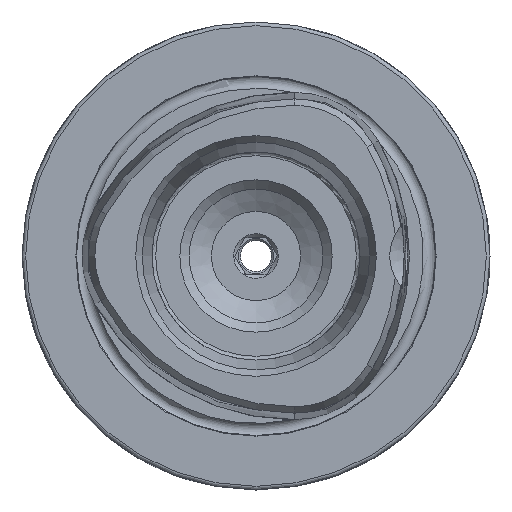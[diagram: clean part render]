
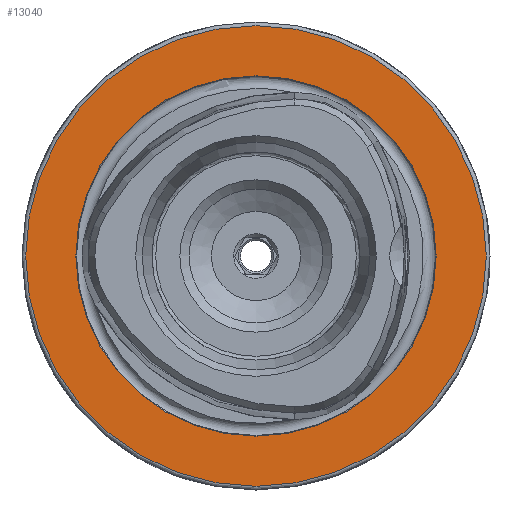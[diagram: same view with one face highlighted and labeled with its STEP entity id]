
A CAD part, left-side view. The second image highlights one B-rep face of the part: STEP entity #13040.
In plain terms, the highlighted planar face has unit normal (-1, 0, 0).
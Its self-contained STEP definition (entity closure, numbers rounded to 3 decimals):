
#49 = EDGE_LOOP ( 'NONE', ( #5193 ) ) ;
#668 = CARTESIAN_POINT ( 'NONE',  ( 0., 0., 0. ) ) ;
#841 = EDGE_LOOP ( 'NONE', ( #11995 ) ) ;
#1354 = CIRCLE ( 'NONE', #3853, 31. ) ;
#2044 = FACE_OUTER_BOUND ( 'NONE', #49, .T. ) ;
#2069 = EDGE_CURVE ( 'NONE', #8997, #8997, #12260, .T. ) ;
#2650 = DIRECTION ( 'NONE',  ( -1., 0., 0. ) ) ;
#2673 = AXIS2_PLACEMENT_3D ( 'NONE', #5003, #5091, #14049 ) ;
#3845 = PLANE ( 'NONE',  #2673 ) ;
#3853 = AXIS2_PLACEMENT_3D ( 'NONE', #668, #8486, #14119 ) ;
#5003 = CARTESIAN_POINT ( 'NONE',  ( 0., 24.25, 0. ) ) ;
#5091 = DIRECTION ( 'NONE',  ( 1., 0., 0. ) ) ;
#5193 = ORIENTED_EDGE ( 'NONE', *, *, #12002, .T. ) ;
#5687 = FACE_BOUND ( 'NONE', #841, .T. ) ;
#8486 = DIRECTION ( 'NONE',  ( -1., 0., 0. ) ) ;
#8997 = VERTEX_POINT ( 'NONE', #13624 ) ;
#10431 = DIRECTION ( 'NONE',  ( 0., 0., 1. ) ) ;
#10822 = AXIS2_PLACEMENT_3D ( 'NONE', #11532, #2650, #10431 ) ;
#11532 = CARTESIAN_POINT ( 'NONE',  ( 0., 0., 0. ) ) ;
#11995 = ORIENTED_EDGE ( 'NONE', *, *, #2069, .F. ) ;
#12002 = EDGE_CURVE ( 'NONE', #12083, #12083, #1354, .T. ) ;
#12083 = VERTEX_POINT ( 'NONE', #13724 ) ;
#12260 = CIRCLE ( 'NONE', #10822, 24.25 ) ;
#13040 = ADVANCED_FACE ( 'NONE', ( #5687, #2044 ), #3845, .F. ) ;
#13624 = CARTESIAN_POINT ( 'NONE',  ( 0., 0., 24.25 ) ) ;
#13724 = CARTESIAN_POINT ( 'NONE',  ( 0., 0., 31. ) ) ;
#14049 = DIRECTION ( 'NONE',  ( 0., 0., -1. ) ) ;
#14119 = DIRECTION ( 'NONE',  ( 0., 0., 1. ) ) ;
